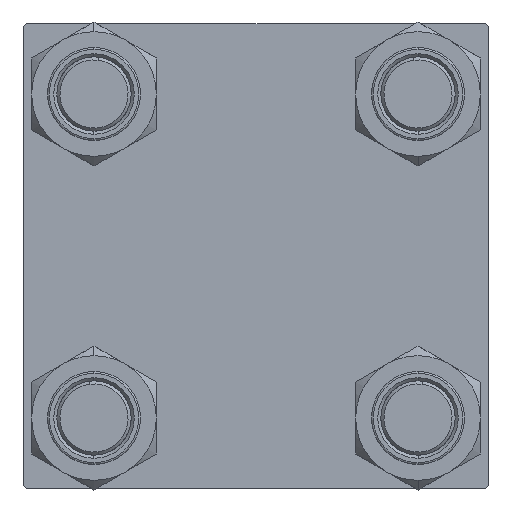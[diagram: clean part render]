
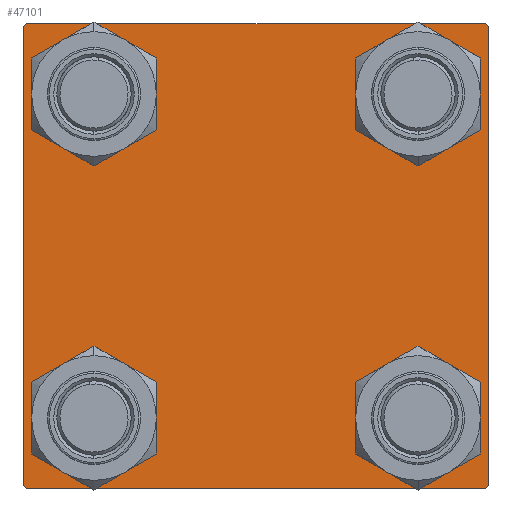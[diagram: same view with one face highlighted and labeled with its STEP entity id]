
A CAD part, left-side view. The second image highlights one B-rep face of the part: STEP entity #47101.
In plain terms, the highlighted planar face has unit normal (-1, 0, 0).
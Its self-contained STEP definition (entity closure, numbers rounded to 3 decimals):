
#57 = CARTESIAN_POINT ( 'NONE',  ( 0., 0., 0. ) ) ;
#638 = AXIS2_PLACEMENT_3D ( 'NONE', #44685, #40369, #17227 ) ;
#1222 = CARTESIAN_POINT ( 'NONE',  ( 0., 37.5, 37.5 ) ) ;
#1526 = AXIS2_PLACEMENT_3D ( 'NONE', #25075, #40586, #5713 ) ;
#2296 = ORIENTED_EDGE ( 'NONE', *, *, #36701, .T. ) ;
#2457 = VERTEX_POINT ( 'NONE', #6240 ) ;
#2493 = LINE ( 'NONE', #10394, #35647 ) ;
#2528 = CARTESIAN_POINT ( 'NONE',  ( 0., 37.5, -37.5 ) ) ;
#2686 = EDGE_CURVE ( 'NONE', #22789, #44676, #4936, .T. ) ;
#3555 = LINE ( 'NONE', #37941, #26230 ) ;
#3560 = AXIS2_PLACEMENT_3D ( 'NONE', #24711, #40219, #20887 ) ;
#3782 = EDGE_LOOP ( 'NONE', ( #47324, #45246 ) ) ;
#3887 = DIRECTION ( 'NONE',  ( 0., 0., 1. ) ) ;
#4047 = EDGE_CURVE ( 'NONE', #4203, #50376, #45276, .T. ) ;
#4203 = VERTEX_POINT ( 'NONE', #30583 ) ;
#4676 = EDGE_CURVE ( 'NONE', #24648, #49750, #6287, .T. ) ;
#4936 = LINE ( 'NONE', #20729, #20875 ) ;
#5704 = CIRCLE ( 'NONE', #10593, 6.5 ) ;
#5713 = DIRECTION ( 'NONE',  ( 0., 0., 1. ) ) ;
#5946 = CARTESIAN_POINT ( 'NONE',  ( 0., -26.15, -19.65 ) ) ;
#6158 = ORIENTED_EDGE ( 'NONE', *, *, #2686, .F. ) ;
#6240 = CARTESIAN_POINT ( 'NONE',  ( 0., -26.15, -32.65 ) ) ;
#6263 = VECTOR ( 'NONE', #16772, 1000. ) ;
#6287 = CIRCLE ( 'NONE', #39628, 6.5 ) ;
#6344 = LINE ( 'NONE', #2528, #19613 ) ;
#7079 = DIRECTION ( 'NONE',  ( 0., 0.707, 0.707 ) ) ;
#7174 = EDGE_CURVE ( 'NONE', #29806, #10888, #2493, .T. ) ;
#7456 = PLANE ( 'NONE',  #22774 ) ;
#8219 = CIRCLE ( 'NONE', #26125, 6.5 ) ;
#8369 = ORIENTED_EDGE ( 'NONE', *, *, #20008, .T. ) ;
#8656 = CARTESIAN_POINT ( 'NONE',  ( 0., -26.15, 19.65 ) ) ;
#9730 = ORIENTED_EDGE ( 'NONE', *, *, #7174, .T. ) ;
#9985 = EDGE_LOOP ( 'NONE', ( #2296, #30323, #25542, #8369, #6158, #33432, #29475, #9730 ) ) ;
#9994 = ORIENTED_EDGE ( 'NONE', *, *, #4047, .T. ) ;
#10394 = CARTESIAN_POINT ( 'NONE',  ( 0., 37.25, 37.25 ) ) ;
#10593 = AXIS2_PLACEMENT_3D ( 'NONE', #31370, #27299, #43054 ) ;
#10658 = LINE ( 'NONE', #38145, #39017 ) ;
#10888 = VERTEX_POINT ( 'NONE', #22368 ) ;
#10910 = EDGE_CURVE ( 'NONE', #22789, #15241, #10658, .T. ) ;
#11222 = CIRCLE ( 'NONE', #638, 6.5 ) ;
#11539 = FACE_OUTER_BOUND ( 'NONE', #9985, .T. ) ;
#11774 = CARTESIAN_POINT ( 'NONE',  ( 0., -37.5, 37. ) ) ;
#12191 = EDGE_CURVE ( 'NONE', #2457, #24527, #5704, .T. ) ;
#12583 = ORIENTED_EDGE ( 'NONE', *, *, #12191, .T. ) ;
#14617 = DIRECTION ( 'NONE',  ( 0., -0.707, -0.707 ) ) ;
#14830 = LINE ( 'NONE', #30360, #31236 ) ;
#15241 = VERTEX_POINT ( 'NONE', #41176 ) ;
#15359 = FACE_BOUND ( 'NONE', #42319, .T. ) ;
#15517 = ORIENTED_EDGE ( 'NONE', *, *, #37919, .T. ) ;
#15789 = VERTEX_POINT ( 'NONE', #44306 ) ;
#16742 = CARTESIAN_POINT ( 'NONE',  ( 0., 26.15, -19.65 ) ) ;
#16772 = DIRECTION ( 'NONE',  ( 0., 0., -1. ) ) ;
#17078 = CARTESIAN_POINT ( 'NONE',  ( 0., 26.15, -32.65 ) ) ;
#17227 = DIRECTION ( 'NONE',  ( 0., 0., 1. ) ) ;
#17235 = EDGE_CURVE ( 'NONE', #49012, #39532, #6344, .T. ) ;
#17346 = EDGE_CURVE ( 'NONE', #24527, #2457, #8219, .T. ) ;
#18820 = CARTESIAN_POINT ( 'NONE',  ( 0., -26.15, -26.15 ) ) ;
#18872 = DIRECTION ( 'NONE',  ( 0., 0., 1. ) ) ;
#19613 = VECTOR ( 'NONE', #40966, 1000. ) ;
#19951 = CARTESIAN_POINT ( 'NONE',  ( 0., 26.15, 19.65 ) ) ;
#20008 = EDGE_CURVE ( 'NONE', #39532, #44676, #3555, .T. ) ;
#20615 = FACE_BOUND ( 'NONE', #49543, .T. ) ;
#20729 = CARTESIAN_POINT ( 'NONE',  ( 0., -37.5, 37.5 ) ) ;
#20875 = VECTOR ( 'NONE', #21469, 1000. ) ;
#20887 = DIRECTION ( 'NONE',  ( 0., 0., 1. ) ) ;
#20916 = AXIS2_PLACEMENT_3D ( 'NONE', #28825, #24997, #32634 ) ;
#21469 = DIRECTION ( 'NONE',  ( 0., 0., -1. ) ) ;
#22368 = CARTESIAN_POINT ( 'NONE',  ( 0., 37.5, 37. ) ) ;
#22606 = DIRECTION ( 'NONE',  ( 0., 0.707, -0.707 ) ) ;
#22703 = CIRCLE ( 'NONE', #1526, 6.5 ) ;
#22774 = AXIS2_PLACEMENT_3D ( 'NONE', #57, #22998, #3887 ) ;
#22789 = VERTEX_POINT ( 'NONE', #11774 ) ;
#22998 = DIRECTION ( 'NONE',  ( -1., 0., 0. ) ) ;
#23119 = ORIENTED_EDGE ( 'NONE', *, *, #25103, .T. ) ;
#24318 = CARTESIAN_POINT ( 'NONE',  ( 0., 37.5, -37. ) ) ;
#24373 = VERTEX_POINT ( 'NONE', #24318 ) ;
#24527 = VERTEX_POINT ( 'NONE', #5946 ) ;
#24648 = VERTEX_POINT ( 'NONE', #17078 ) ;
#24711 = CARTESIAN_POINT ( 'NONE',  ( 0., -26.15, 26.15 ) ) ;
#24977 = EDGE_CURVE ( 'NONE', #29806, #15241, #14830, .T. ) ;
#24997 = DIRECTION ( 'NONE',  ( 1., 0., 0. ) ) ;
#25075 = CARTESIAN_POINT ( 'NONE',  ( 0., 26.15, 26.15 ) ) ;
#25103 = EDGE_CURVE ( 'NONE', #40500, #15789, #37722, .T. ) ;
#25151 = ORIENTED_EDGE ( 'NONE', *, *, #45540, .T. ) ;
#25542 = ORIENTED_EDGE ( 'NONE', *, *, #17235, .T. ) ;
#26125 = AXIS2_PLACEMENT_3D ( 'NONE', #18820, #42476, #49859 ) ;
#26230 = VECTOR ( 'NONE', #38688, 1000. ) ;
#27299 = DIRECTION ( 'NONE',  ( 1., 0., 0. ) ) ;
#27711 = VECTOR ( 'NONE', #14617, 1000. ) ;
#27783 = CARTESIAN_POINT ( 'NONE',  ( 0., 26.15, -26.15 ) ) ;
#28395 = DIRECTION ( 'NONE',  ( 1., 0., 0. ) ) ;
#28825 = CARTESIAN_POINT ( 'NONE',  ( 0., 26.15, 26.15 ) ) ;
#29475 = ORIENTED_EDGE ( 'NONE', *, *, #24977, .F. ) ;
#29806 = VERTEX_POINT ( 'NONE', #34918 ) ;
#29817 = CIRCLE ( 'NONE', #47652, 6.5 ) ;
#30323 = ORIENTED_EDGE ( 'NONE', *, *, #48589, .T. ) ;
#30360 = CARTESIAN_POINT ( 'NONE',  ( 0., 37.5, 37.5 ) ) ;
#30583 = CARTESIAN_POINT ( 'NONE',  ( 0., 26.15, 32.65 ) ) ;
#30608 = DIRECTION ( 'NONE',  ( 0., -1., 0. ) ) ;
#31236 = VECTOR ( 'NONE', #30608, 1000. ) ;
#31370 = CARTESIAN_POINT ( 'NONE',  ( 0., -26.15, -26.15 ) ) ;
#31970 = CARTESIAN_POINT ( 'NONE',  ( 0., 26.15, -26.15 ) ) ;
#32634 = DIRECTION ( 'NONE',  ( 0., 0., 1. ) ) ;
#33432 = ORIENTED_EDGE ( 'NONE', *, *, #10910, .T. ) ;
#34771 = EDGE_CURVE ( 'NONE', #49750, #24648, #29817, .T. ) ;
#34904 = DIRECTION ( 'NONE',  ( 1., 0., 0. ) ) ;
#34918 = CARTESIAN_POINT ( 'NONE',  ( 0., 37., 37.5 ) ) ;
#35647 = VECTOR ( 'NONE', #22606, 1000. ) ;
#35657 = CARTESIAN_POINT ( 'NONE',  ( 0., -37.5, -37. ) ) ;
#36120 = LINE ( 'NONE', #1222, #6263 ) ;
#36701 = EDGE_CURVE ( 'NONE', #10888, #24373, #36120, .T. ) ;
#37722 = CIRCLE ( 'NONE', #3560, 6.5 ) ;
#37919 = EDGE_CURVE ( 'NONE', #15789, #40500, #11222, .T. ) ;
#37941 = CARTESIAN_POINT ( 'NONE',  ( 0., -37.25, -37.25 ) ) ;
#38145 = CARTESIAN_POINT ( 'NONE',  ( 0., -37.25, 37.25 ) ) ;
#38281 = CARTESIAN_POINT ( 'NONE',  ( 0., 37.25, -37.25 ) ) ;
#38688 = DIRECTION ( 'NONE',  ( 0., -0.707, 0.707 ) ) ;
#39017 = VECTOR ( 'NONE', #7079, 1000. ) ;
#39532 = VERTEX_POINT ( 'NONE', #44698 ) ;
#39628 = AXIS2_PLACEMENT_3D ( 'NONE', #31970, #28395, #47227 ) ;
#40219 = DIRECTION ( 'NONE',  ( 1., 0., 0. ) ) ;
#40369 = DIRECTION ( 'NONE',  ( 1., 0., 0. ) ) ;
#40500 = VERTEX_POINT ( 'NONE', #8656 ) ;
#40586 = DIRECTION ( 'NONE',  ( 1., 0., 0. ) ) ;
#40966 = DIRECTION ( 'NONE',  ( 0., -1., 0. ) ) ;
#41121 = EDGE_LOOP ( 'NONE', ( #9994, #25151 ) ) ;
#41176 = CARTESIAN_POINT ( 'NONE',  ( 0., -37., 37.5 ) ) ;
#42319 = EDGE_LOOP ( 'NONE', ( #43918, #12583 ) ) ;
#42476 = DIRECTION ( 'NONE',  ( 1., 0., 0. ) ) ;
#43054 = DIRECTION ( 'NONE',  ( 0., 0., 1. ) ) ;
#43763 = FACE_BOUND ( 'NONE', #3782, .T. ) ;
#43918 = ORIENTED_EDGE ( 'NONE', *, *, #17346, .T. ) ;
#44306 = CARTESIAN_POINT ( 'NONE',  ( 0., -26.15, 32.65 ) ) ;
#44676 = VERTEX_POINT ( 'NONE', #35657 ) ;
#44685 = CARTESIAN_POINT ( 'NONE',  ( 0., -26.15, 26.15 ) ) ;
#44698 = CARTESIAN_POINT ( 'NONE',  ( 0., -37., -37.5 ) ) ;
#45246 = ORIENTED_EDGE ( 'NONE', *, *, #4676, .T. ) ;
#45276 = CIRCLE ( 'NONE', #20916, 6.5 ) ;
#45540 = EDGE_CURVE ( 'NONE', #50376, #4203, #22703, .T. ) ;
#47098 = CARTESIAN_POINT ( 'NONE',  ( 0., 37., -37.5 ) ) ;
#47101 = ADVANCED_FACE ( 'NONE', ( #20615, #15359, #43763, #48077, #11539 ), #7456, .T. ) ;
#47227 = DIRECTION ( 'NONE',  ( 0., 0., 1. ) ) ;
#47324 = ORIENTED_EDGE ( 'NONE', *, *, #34771, .T. ) ;
#47652 = AXIS2_PLACEMENT_3D ( 'NONE', #27783, #34904, #18872 ) ;
#48077 = FACE_BOUND ( 'NONE', #41121, .T. ) ;
#48589 = EDGE_CURVE ( 'NONE', #24373, #49012, #49473, .T. ) ;
#49012 = VERTEX_POINT ( 'NONE', #47098 ) ;
#49473 = LINE ( 'NONE', #38281, #27711 ) ;
#49543 = EDGE_LOOP ( 'NONE', ( #15517, #23119 ) ) ;
#49750 = VERTEX_POINT ( 'NONE', #16742 ) ;
#49859 = DIRECTION ( 'NONE',  ( 0., 0., 1. ) ) ;
#50376 = VERTEX_POINT ( 'NONE', #19951 ) ;
